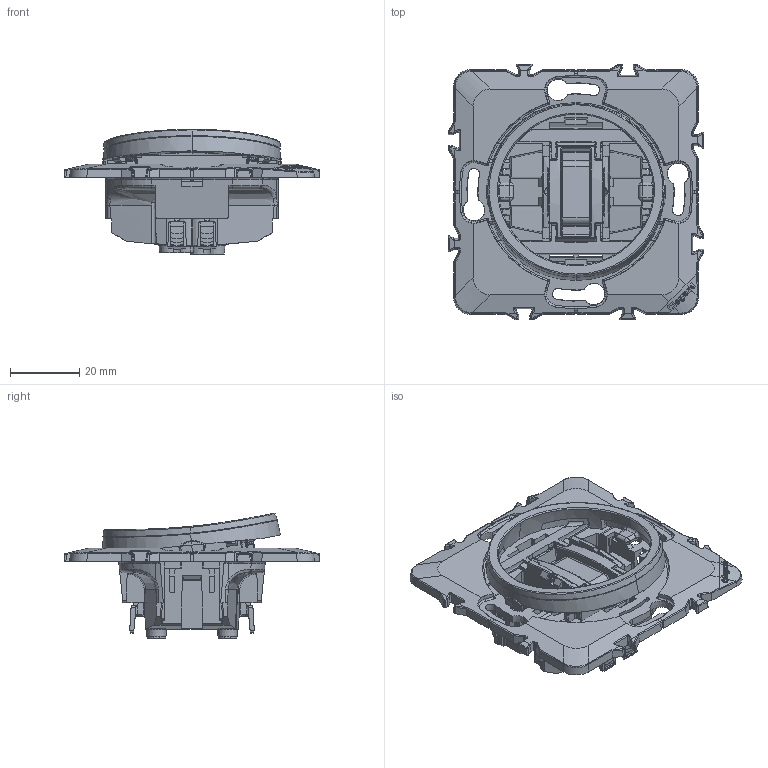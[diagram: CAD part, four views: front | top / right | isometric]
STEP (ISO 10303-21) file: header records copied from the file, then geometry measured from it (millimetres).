
FILE_DESCRIPTION(('CATIA V5 STEP Exchange','CAx-IF Rec.Pracs.--- Model Styling and Organization---1.5--- 2016-08-15','CAx-IF Rec.Pracs.---Supplemental Geometry---1.0---2011-11-01','CAx-IF Rec.Pracs.--- Composite Materials ---1.1---2010-07-15'),'2;1');
FILE_NAME('CM0006_simplifier.stp','2024-03-25T07:36:26+00:00',('none'),('none'),'CATIA Version 5-6 Release 2020 SP5','CATIA V5 STEP AP214 v2','none');
FILE_SCHEMA(('AUTOMOTIVE_DESIGN { 1 0 10303 214 1 1 1 1 }'));
Products named in the file (1): CM1006 _simplifier
Bounding box: 74.1 x 74.1 x 36.32 mm (x, y, z)
Volume: 30357.6 mm3; surface area: 34759 mm2
Topology: 22 solids, 22 shells, 4084 faces, 11106 edges, 6960 vertices
Faces by surface type: plane 1801, cylinder 1117, bspline 651, cone 259, sphere 112, torus 81, extrusion 55, revolution 8
Entity records: 162462 total; most frequent: CARTESIAN_POINT 75284, ORIENTED_EDGE 21988, DIRECTION 11481, EDGE_CURVE 10994, VERTEX_POINT 6960, VECTOR 4933, LINE 4878, B_SPLINE_CURVE_WITH_KNOTS 4623
